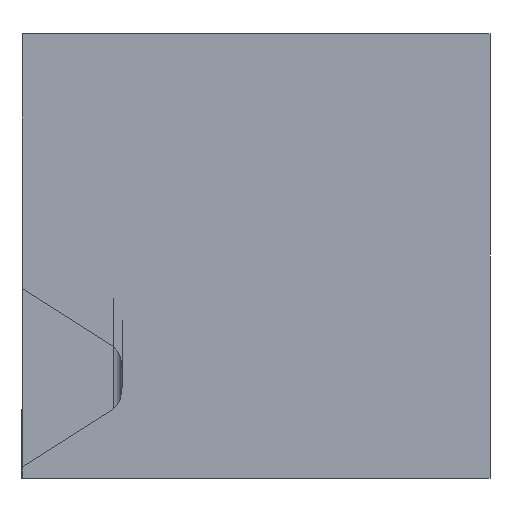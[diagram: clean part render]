
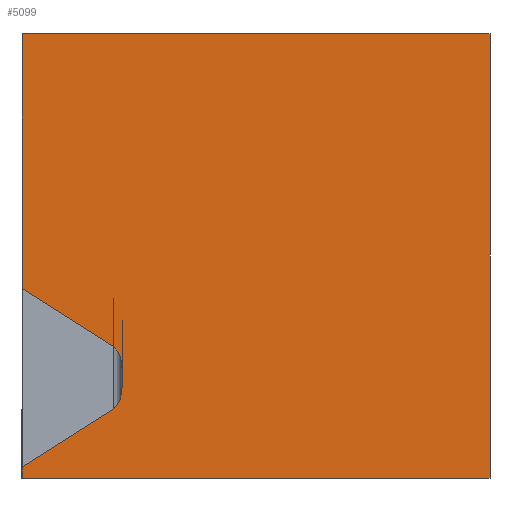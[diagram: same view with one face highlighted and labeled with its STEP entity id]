
A CAD part, front view. The second image highlights one B-rep face of the part: STEP entity #5099.
In plain terms, the highlighted planar face has unit normal (0, -1, 0).
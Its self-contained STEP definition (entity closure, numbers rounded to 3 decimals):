
#150 = EDGE_CURVE ( 'NONE', #7161, #4553, #1299, .T. ) ;
#184 = VERTEX_POINT ( 'NONE', #5267 ) ;
#423 = CARTESIAN_POINT ( 'NONE',  ( -2., -379.682, -10. ) ) ;
#493 = VERTEX_POINT ( 'NONE', #2630 ) ;
#581 = LINE ( 'NONE', #8523, #7044 ) ;
#774 = VERTEX_POINT ( 'NONE', #1636 ) ;
#877 = ORIENTED_EDGE ( 'NONE', *, *, #3352, .T. ) ;
#1263 = CARTESIAN_POINT ( 'NONE',  ( 2.105, -379.682, -4.074 ) ) ;
#1299 = LINE ( 'NONE', #6143, #7556 ) ;
#1403 =( BOUNDED_CURVE ( )  B_SPLINE_CURVE ( 3, ( #5451, #3873, #8630, #3029 ),
 .UNSPECIFIED., .F., .F. ) 
 B_SPLINE_CURVE_WITH_KNOTS ( ( 4, 4 ),
 ( 3.491, 4.712 ),
 .UNSPECIFIED. ) 
 CURVE ( )  GEOMETRIC_REPRESENTATION_ITEM ( )  RATIONAL_B_SPLINE_CURVE ( ( 1., 0.879, 0.879, 1. ) ) 
 REPRESENTATION_ITEM ( '' )  );
#1617 = EDGE_CURVE ( 'NONE', #774, #7334, #3629, .T. ) ;
#1636 = CARTESIAN_POINT ( 'NONE',  ( -2., -379.682, -10. ) ) ;
#1681 = CARTESIAN_POINT ( 'NONE',  ( -2.233, -379.682, -9.633 ) ) ;
#1936 = CARTESIAN_POINT ( 'NONE',  ( 2.105, -379.682, -6.88 ) ) ;
#2033 = LINE ( 'NONE', #7828, #5763 ) ;
#2150 = DIRECTION ( 'NONE',  ( 1., 0., 0. ) ) ;
#2237 = DIRECTION ( 'NONE',  ( 0., 0., 1. ) ) ;
#2379 = EDGE_CURVE ( 'NONE', #774, #493, #9045, .T. ) ;
#2386 = AXIS2_PLACEMENT_3D ( 'NONE', #8402, #4433, #3535 ) ;
#2515 = CARTESIAN_POINT ( 'NONE',  ( 1.859, -379.682, -3.918 ) ) ;
#2630 = CARTESIAN_POINT ( 'NONE',  ( -2., -379.682, -9.485 ) ) ;
#2731 = ORIENTED_EDGE ( 'NONE', *, *, #2870, .F. ) ;
#2867 = LINE ( 'NONE', #2515, #5886 ) ;
#2870 = EDGE_CURVE ( 'NONE', #184, #9894, #5842, .T. ) ;
#2897 = ORIENTED_EDGE ( 'NONE', *, *, #1617, .T. ) ;
#3029 = CARTESIAN_POINT ( 'NONE',  ( 2.5, -379.682, -5.057 ) ) ;
#3090 = CARTESIAN_POINT ( 'NONE',  ( -2., -379.682, 10. ) ) ;
#3352 = EDGE_CURVE ( 'NONE', #7013, #7161, #1403, .T. ) ;
#3535 = DIRECTION ( 'NONE',  ( 0., 0., -1. ) ) ;
#3629 = LINE ( 'NONE', #5984, #9731 ) ;
#3873 = CARTESIAN_POINT ( 'NONE',  ( 2.35, -379.682, -4.23 ) ) ;
#4031 = LINE ( 'NONE', #1681, #8973 ) ;
#4124 = EDGE_CURVE ( 'NONE', #7334, #7034, #2033, .T. ) ;
#4213 = CARTESIAN_POINT ( 'NONE',  ( -2., -379.682, -10. ) ) ;
#4275 = CARTESIAN_POINT ( 'NONE',  ( 2.5, -379.682, -6.352 ) ) ;
#4361 = ORIENTED_EDGE ( 'NONE', *, *, #6234, .T. ) ;
#4433 = DIRECTION ( 'NONE',  ( 0., -1., 0. ) ) ;
#4553 = VERTEX_POINT ( 'NONE', #9282 ) ;
#4756 = EDGE_CURVE ( 'NONE', #184, #7013, #2867, .T. ) ;
#4880 = EDGE_CURVE ( 'NONE', #9894, #7034, #581, .T. ) ;
#5099 = ADVANCED_FACE ( 'NONE', ( #7460 ), #9194, .T. ) ;
#5267 = CARTESIAN_POINT ( 'NONE',  ( -2., -379.682, -1.469 ) ) ;
#5411 = ORIENTED_EDGE ( 'NONE', *, *, #10071, .T. ) ;
#5451 = CARTESIAN_POINT ( 'NONE',  ( 2.105, -379.682, -4.074 ) ) ;
#5550 = ORIENTED_EDGE ( 'NONE', *, *, #150, .T. ) ;
#5715 = DIRECTION ( 'NONE',  ( 0.844, 0., -0.536 ) ) ;
#5763 = VECTOR ( 'NONE', #2237, 1000. ) ;
#5842 = LINE ( 'NONE', #4213, #10055 ) ;
#5886 = VECTOR ( 'NONE', #5715, 1000. ) ;
#5984 = CARTESIAN_POINT ( 'NONE',  ( -2., -379.682, -10. ) ) ;
#6057 = ORIENTED_EDGE ( 'NONE', *, *, #4880, .F. ) ;
#6143 = CARTESIAN_POINT ( 'NONE',  ( 2.5, -379.682, -10. ) ) ;
#6234 = EDGE_CURVE ( 'NONE', #4553, #7821, #7746, .T. ) ;
#6571 = CARTESIAN_POINT ( 'NONE',  ( 2.5, -379.682, -5.897 ) ) ;
#6611 = DIRECTION ( 'NONE',  ( 0., 0., 1. ) ) ;
#6835 = CARTESIAN_POINT ( 'NONE',  ( 19.05, -379.682, 10. ) ) ;
#7013 = VERTEX_POINT ( 'NONE', #1263 ) ;
#7034 = VERTEX_POINT ( 'NONE', #6835 ) ;
#7044 = VECTOR ( 'NONE', #2150, 1000. ) ;
#7161 = VERTEX_POINT ( 'NONE', #7201 ) ;
#7166 = VECTOR ( 'NONE', #7634, 1000. ) ;
#7201 = CARTESIAN_POINT ( 'NONE',  ( 2.5, -379.682, -5.057 ) ) ;
#7215 = DIRECTION ( 'NONE',  ( -0.844, 0., -0.536 ) ) ;
#7334 = VERTEX_POINT ( 'NONE', #8873 ) ;
#7426 = EDGE_LOOP ( 'NONE', ( #4361, #5411, #8742, #2897, #9622, #6057, #2731, #9881, #877, #5550 ) ) ;
#7460 = FACE_OUTER_BOUND ( 'NONE', #7426, .T. ) ;
#7556 = VECTOR ( 'NONE', #8506, 1000. ) ;
#7634 = DIRECTION ( 'NONE',  ( 0., 0., 1. ) ) ;
#7746 =( BOUNDED_CURVE ( )  B_SPLINE_CURVE ( 3, ( #6571, #4275, #9771, #1936 ),
 .UNSPECIFIED., .F., .F. ) 
 B_SPLINE_CURVE_WITH_KNOTS ( ( 4, 4 ),
 ( 4.712, 5.934 ),
 .UNSPECIFIED. ) 
 CURVE ( )  GEOMETRIC_REPRESENTATION_ITEM ( )  RATIONAL_B_SPLINE_CURVE ( ( 1., 0.879, 0.879, 1. ) ) 
 REPRESENTATION_ITEM ( '' )  );
#7760 = DIRECTION ( 'NONE',  ( 1., 0., 0. ) ) ;
#7821 = VERTEX_POINT ( 'NONE', #8279 ) ;
#7828 = CARTESIAN_POINT ( 'NONE',  ( 19.05, -379.682, -10. ) ) ;
#8279 = CARTESIAN_POINT ( 'NONE',  ( 2.105, -379.682, -6.88 ) ) ;
#8402 = CARTESIAN_POINT ( 'NONE',  ( -2., -379.682, -10. ) ) ;
#8506 = DIRECTION ( 'NONE',  ( 0., 0., -1. ) ) ;
#8523 = CARTESIAN_POINT ( 'NONE',  ( -2., -379.682, 10. ) ) ;
#8630 = CARTESIAN_POINT ( 'NONE',  ( 2.5, -379.682, -4.603 ) ) ;
#8742 = ORIENTED_EDGE ( 'NONE', *, *, #2379, .F. ) ;
#8873 = CARTESIAN_POINT ( 'NONE',  ( 19.05, -379.682, -10. ) ) ;
#8973 = VECTOR ( 'NONE', #7215, 1000. ) ;
#9045 = LINE ( 'NONE', #423, #7166 ) ;
#9194 = PLANE ( 'NONE',  #2386 ) ;
#9282 = CARTESIAN_POINT ( 'NONE',  ( 2.5, -379.682, -5.897 ) ) ;
#9622 = ORIENTED_EDGE ( 'NONE', *, *, #4124, .T. ) ;
#9731 = VECTOR ( 'NONE', #7760, 1000. ) ;
#9771 = CARTESIAN_POINT ( 'NONE',  ( 2.35, -379.682, -6.724 ) ) ;
#9881 = ORIENTED_EDGE ( 'NONE', *, *, #4756, .T. ) ;
#9894 = VERTEX_POINT ( 'NONE', #3090 ) ;
#10055 = VECTOR ( 'NONE', #6611, 1000. ) ;
#10071 = EDGE_CURVE ( 'NONE', #7821, #493, #4031, .T. ) ;
